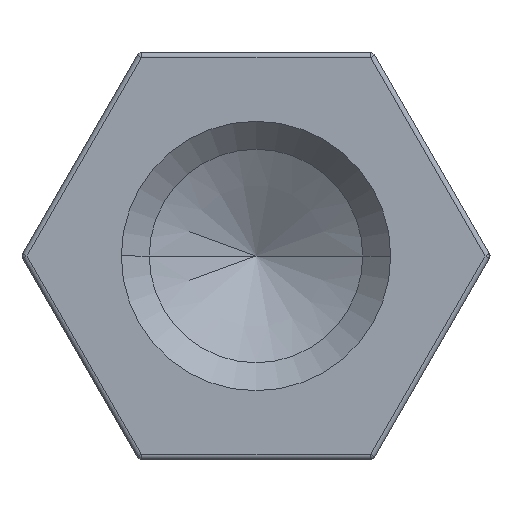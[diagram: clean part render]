
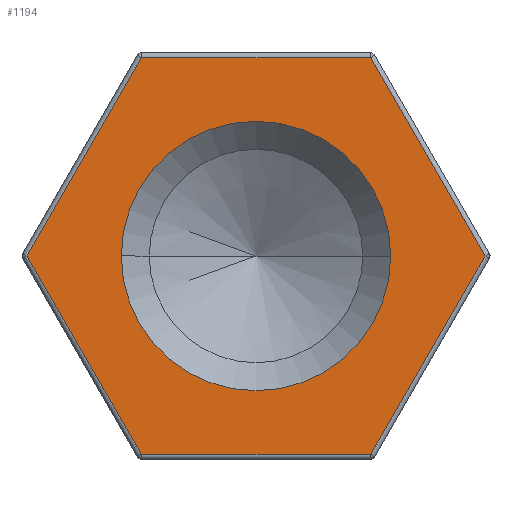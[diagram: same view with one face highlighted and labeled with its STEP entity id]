
A CAD part, left-side view. The second image highlights one B-rep face of the part: STEP entity #1194.
In plain terms, the highlighted planar face has unit normal (-1, 0, 0).
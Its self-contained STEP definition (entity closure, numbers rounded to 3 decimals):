
#8 = CARTESIAN_POINT ( 'NONE',  ( 0., 4.503, 0. ) ) ;
#68 = CARTESIAN_POINT ( 'NONE',  ( 0., 2.252, 3.9 ) ) ;
#72 = DIRECTION ( 'NONE',  ( 0., 1., 0. ) ) ;
#75 = DIRECTION ( 'NONE',  ( 1., 0., 0. ) ) ;
#81 = CARTESIAN_POINT ( 'NONE',  ( 0., 0., 0. ) ) ;
#115 = CARTESIAN_POINT ( 'NONE',  ( 0., 2.252, -3.9 ) ) ;
#116 = AXIS2_PLACEMENT_3D ( 'NONE', #81, #75, #72 ) ;
#121 = PLANE ( 'NONE',  #895 ) ;
#190 = VECTOR ( 'NONE', #1387, 1000. ) ;
#194 = VECTOR ( 'NONE', #909, 1000. ) ;
#198 = LINE ( 'NONE', #1393, #194 ) ;
#201 = LINE ( 'NONE', #377, #190 ) ;
#204 = LINE ( 'NONE', #589, #212 ) ;
#206 = VECTOR ( 'NONE', #1411, 1000. ) ;
#212 = VECTOR ( 'NONE', #1340, 1000. ) ;
#213 = VECTOR ( 'NONE', #1316, 1000. ) ;
#216 = LINE ( 'NONE', #1137, #206 ) ;
#222 = AXIS2_PLACEMENT_3D ( 'NONE', #522, #519, #514 ) ;
#227 = LINE ( 'NONE', #566, #231 ) ;
#231 = VECTOR ( 'NONE', #579, 1000. ) ;
#240 = LINE ( 'NONE', #498, #213 ) ;
#264 = ORIENTED_EDGE ( 'NONE', *, *, #587, .T. ) ;
#283 = CIRCLE ( 'NONE', #116, 2.65 ) ;
#285 = DIRECTION ( 'NONE',  ( 0., 1., 0. ) ) ;
#340 = EDGE_CURVE ( 'NONE', #697, #588, #381, .T. ) ;
#377 = CARTESIAN_POINT ( 'NONE',  ( 0., -3.377, 1.95 ) ) ;
#381 = CIRCLE ( 'NONE', #222, 2.65 ) ;
#409 = CARTESIAN_POINT ( 'NONE',  ( 0., -4.503, 0. ) ) ;
#469 = EDGE_CURVE ( 'NONE', #588, #697, #283, .T. ) ;
#488 = VERTEX_POINT ( 'NONE', #68 ) ;
#491 = ORIENTED_EDGE ( 'NONE', *, *, #615, .T. ) ;
#498 = CARTESIAN_POINT ( 'NONE',  ( 0., 0., -3.9 ) ) ;
#514 = DIRECTION ( 'NONE',  ( 0., 1., 0. ) ) ;
#519 = DIRECTION ( 'NONE',  ( 1., 0., 0. ) ) ;
#522 = CARTESIAN_POINT ( 'NONE',  ( 0., 0., 0. ) ) ;
#523 = EDGE_LOOP ( 'NONE', ( #491, #716, #867, #264, #678, #833 ) ) ;
#553 = EDGE_CURVE ( 'NONE', #638, #762, #227, .T. ) ;
#566 = CARTESIAN_POINT ( 'NONE',  ( 0., -3.377, -1.95 ) ) ;
#571 = EDGE_CURVE ( 'NONE', #778, #638, #240, .T. ) ;
#579 = DIRECTION ( 'NONE',  ( 0., -0.5, 0.866 ) ) ;
#587 = EDGE_CURVE ( 'NONE', #937, #778, #204, .T. ) ;
#588 = VERTEX_POINT ( 'NONE', #758 ) ;
#589 = CARTESIAN_POINT ( 'NONE',  ( 0., 3.377, -1.95 ) ) ;
#592 = EDGE_LOOP ( 'NONE', ( #1044, #640 ) ) ;
#601 = EDGE_CURVE ( 'NONE', #488, #937, #216, .T. ) ;
#604 = EDGE_CURVE ( 'NONE', #845, #488, #198, .T. ) ;
#615 = EDGE_CURVE ( 'NONE', #762, #845, #201, .T. ) ;
#638 = VERTEX_POINT ( 'NONE', #1399 ) ;
#640 = ORIENTED_EDGE ( 'NONE', *, *, #340, .T. ) ;
#678 = ORIENTED_EDGE ( 'NONE', *, *, #571, .T. ) ;
#697 = VERTEX_POINT ( 'NONE', #1338 ) ;
#716 = ORIENTED_EDGE ( 'NONE', *, *, #604, .T. ) ;
#758 = CARTESIAN_POINT ( 'NONE',  ( 0., 2.65, 0. ) ) ;
#762 = VERTEX_POINT ( 'NONE', #409 ) ;
#778 = VERTEX_POINT ( 'NONE', #115 ) ;
#833 = ORIENTED_EDGE ( 'NONE', *, *, #553, .T. ) ;
#845 = VERTEX_POINT ( 'NONE', #1079 ) ;
#853 = FACE_BOUND ( 'NONE', #592, .T. ) ;
#867 = ORIENTED_EDGE ( 'NONE', *, *, #601, .T. ) ;
#895 = AXIS2_PLACEMENT_3D ( 'NONE', #1425, #1361, #285 ) ;
#909 = DIRECTION ( 'NONE',  ( 0., 1., 0. ) ) ;
#937 = VERTEX_POINT ( 'NONE', #8 ) ;
#1044 = ORIENTED_EDGE ( 'NONE', *, *, #469, .T. ) ;
#1079 = CARTESIAN_POINT ( 'NONE',  ( 0., -2.252, 3.9 ) ) ;
#1137 = CARTESIAN_POINT ( 'NONE',  ( 0., 3.377, 1.95 ) ) ;
#1181 = FACE_OUTER_BOUND ( 'NONE', #523, .T. ) ;
#1194 = ADVANCED_FACE ( 'NONE', ( #1181, #853 ), #121, .F. ) ;
#1316 = DIRECTION ( 'NONE',  ( 0., -1., 0. ) ) ;
#1338 = CARTESIAN_POINT ( 'NONE',  ( 0., -2.65, 0. ) ) ;
#1340 = DIRECTION ( 'NONE',  ( 0., -0.5, -0.866 ) ) ;
#1361 = DIRECTION ( 'NONE',  ( 1., 0., 0. ) ) ;
#1387 = DIRECTION ( 'NONE',  ( 0., 0.5, 0.866 ) ) ;
#1393 = CARTESIAN_POINT ( 'NONE',  ( 0., 0., 3.9 ) ) ;
#1399 = CARTESIAN_POINT ( 'NONE',  ( 0., -2.252, -3.9 ) ) ;
#1411 = DIRECTION ( 'NONE',  ( 0., 0.5, -0.866 ) ) ;
#1425 = CARTESIAN_POINT ( 'NONE',  ( 0., 0., 0. ) ) ;
